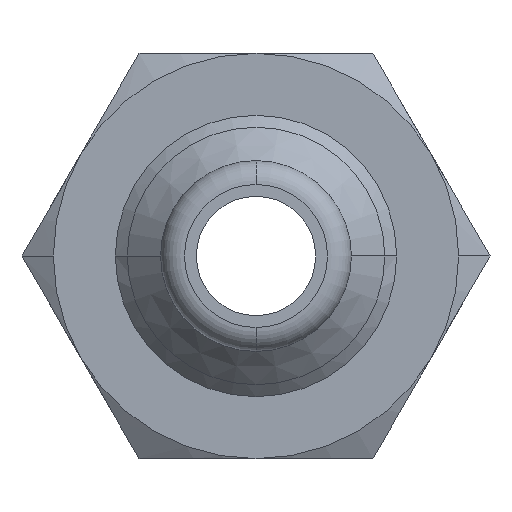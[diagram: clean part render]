
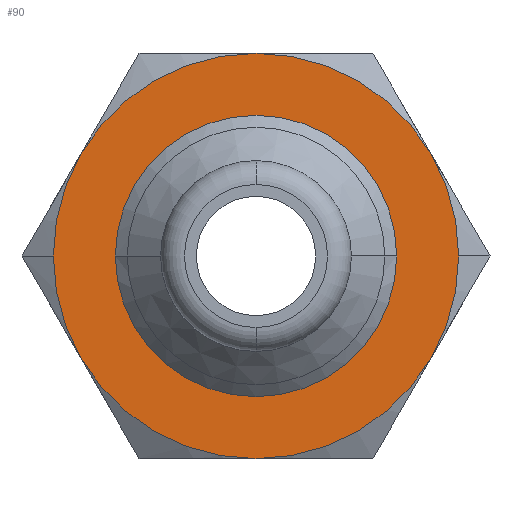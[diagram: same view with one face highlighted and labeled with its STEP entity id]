
A CAD part, front view. The second image highlights one B-rep face of the part: STEP entity #90.
In plain terms, the highlighted planar face has unit normal (0, -1, 0).
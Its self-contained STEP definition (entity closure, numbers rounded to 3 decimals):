
#90=ADVANCED_FACE('',(#213,#214),#215,.T.);
#213=FACE_OUTER_BOUND('',#368,.T.);
#214=FACE_BOUND('',#369,.T.);
#215=PLANE('',#370);
#368=EDGE_LOOP('',(#562,#563,#564,#565,#566,#567,#568,#569));
#369=EDGE_LOOP('',(#570,#571));
#370=AXIS2_PLACEMENT_3D('',#572,#573,#574);
#562=ORIENTED_EDGE('',*,*,#901,.F.);
#563=ORIENTED_EDGE('',*,*,#930,.F.);
#564=ORIENTED_EDGE('',*,*,#931,.F.);
#565=ORIENTED_EDGE('',*,*,#932,.F.);
#566=ORIENTED_EDGE('',*,*,#889,.F.);
#567=ORIENTED_EDGE('',*,*,#919,.F.);
#568=ORIENTED_EDGE('',*,*,#933,.F.);
#569=ORIENTED_EDGE('',*,*,#892,.F.);
#570=ORIENTED_EDGE('',*,*,#924,.F.);
#571=ORIENTED_EDGE('',*,*,#934,.F.);
#572=CARTESIAN_POINT('',(4.25,24.0,0.0));
#573=DIRECTION('',(-0.0,-1.0,-0.0));
#574=DIRECTION('',(-1.0,0.0,0.0));
#889=EDGE_CURVE('',#1041,#1039,#1043,.T.);
#892=EDGE_CURVE('',#1045,#1048,#1049,.T.);
#901=EDGE_CURVE('',#1061,#1045,#1063,.T.);
#919=EDGE_CURVE('',#1092,#1041,#1094,.T.);
#924=EDGE_CURVE('',#1101,#1097,#1103,.T.);
#930=EDGE_CURVE('',#1111,#1061,#1112,.T.);
#931=EDGE_CURVE('',#1113,#1111,#1114,.T.);
#932=EDGE_CURVE('',#1039,#1113,#1115,.T.);
#933=EDGE_CURVE('',#1048,#1092,#1116,.T.);
#934=EDGE_CURVE('',#1097,#1101,#1117,.T.);
#1039=VERTEX_POINT('',#1249);
#1041=VERTEX_POINT('',#1252);
#1043=CIRCLE('',#1265,8.5);
#1045=VERTEX_POINT('',#1267);
#1048=VERTEX_POINT('',#1271);
#1049=CIRCLE('',#1272,8.5);
#1061=VERTEX_POINT('',#1297);
#1063=CIRCLE('',#1310,8.5);
#1092=VERTEX_POINT('',#1372);
#1094=CIRCLE('',#1385,8.5);
#1097=VERTEX_POINT('',#1388);
#1101=VERTEX_POINT('',#1393);
#1103=CIRCLE('',#1396,5.9);
#1111=VERTEX_POINT('',#1406);
#1112=CIRCLE('',#1407,8.5);
#1113=VERTEX_POINT('',#1408);
#1114=CIRCLE('',#1409,8.5);
#1115=CIRCLE('',#1410,8.5);
#1116=CIRCLE('',#1411,8.5);
#1117=CIRCLE('',#1412,5.9);
#1249=CARTESIAN_POINT('',(-8.5,24.0,0.));
#1252=CARTESIAN_POINT('',(-7.361,24.0,-4.25));
#1265=AXIS2_PLACEMENT_3D('',#1752,#1753,#1754);
#1267=CARTESIAN_POINT('',(8.5,24.0,0.));
#1271=CARTESIAN_POINT('',(7.361,24.0,-4.25));
#1272=AXIS2_PLACEMENT_3D('',#1756,#1757,#1758);
#1297=CARTESIAN_POINT('',(7.361,24.0,4.25));
#1310=AXIS2_PLACEMENT_3D('',#1767,#1768,#1769);
#1372=CARTESIAN_POINT('',(0.0,24.0,-8.5));
#1385=AXIS2_PLACEMENT_3D('',#1800,#1801,#1802);
#1388=CARTESIAN_POINT('',(5.9,24.0,0.));
#1393=CARTESIAN_POINT('',(-5.9,24.0,0.));
#1396=AXIS2_PLACEMENT_3D('',#1808,#1809,#1810);
#1406=CARTESIAN_POINT('',(0.,24.0,8.5));
#1407=AXIS2_PLACEMENT_3D('',#1816,#1817,#1818);
#1408=CARTESIAN_POINT('',(-7.361,24.0,4.25));
#1409=AXIS2_PLACEMENT_3D('',#1819,#1820,#1821);
#1410=AXIS2_PLACEMENT_3D('',#1822,#1823,#1824);
#1411=AXIS2_PLACEMENT_3D('',#1825,#1826,#1827);
#1412=AXIS2_PLACEMENT_3D('',#1828,#1829,#1830);
#1752=CARTESIAN_POINT('',(0.0,24.0,0.0));
#1753=DIRECTION('',(-0.0,1.0,0.0));
#1754=DIRECTION('',(1.0,0.0,0.0));
#1756=CARTESIAN_POINT('',(0.0,24.0,0.0));
#1757=DIRECTION('',(-0.0,1.0,0.0));
#1758=DIRECTION('',(1.0,0.0,0.0));
#1767=CARTESIAN_POINT('',(0.0,24.0,0.0));
#1768=DIRECTION('',(-0.0,1.0,0.0));
#1769=DIRECTION('',(1.0,0.0,0.0));
#1800=CARTESIAN_POINT('',(0.0,24.0,0.0));
#1801=DIRECTION('',(-0.0,1.0,0.0));
#1802=DIRECTION('',(1.0,0.0,0.0));
#1808=CARTESIAN_POINT('',(0.0,24.0,0.0));
#1809=DIRECTION('',(0.0,-1.0,0.0));
#1810=DIRECTION('',(1.0,0.0,0.0));
#1816=CARTESIAN_POINT('',(0.0,24.0,0.0));
#1817=DIRECTION('',(-0.0,1.0,0.0));
#1818=DIRECTION('',(1.0,0.0,0.0));
#1819=CARTESIAN_POINT('',(0.0,24.0,0.0));
#1820=DIRECTION('',(-0.0,1.0,0.0));
#1821=DIRECTION('',(1.0,0.0,0.0));
#1822=CARTESIAN_POINT('',(0.0,24.0,0.0));
#1823=DIRECTION('',(-0.0,1.0,0.0));
#1824=DIRECTION('',(1.0,0.0,0.0));
#1825=CARTESIAN_POINT('',(0.0,24.0,0.0));
#1826=DIRECTION('',(-0.0,1.0,0.0));
#1827=DIRECTION('',(1.0,0.0,0.0));
#1828=CARTESIAN_POINT('',(0.0,24.0,0.0));
#1829=DIRECTION('',(0.0,-1.0,0.0));
#1830=DIRECTION('',(1.0,0.0,0.0));
